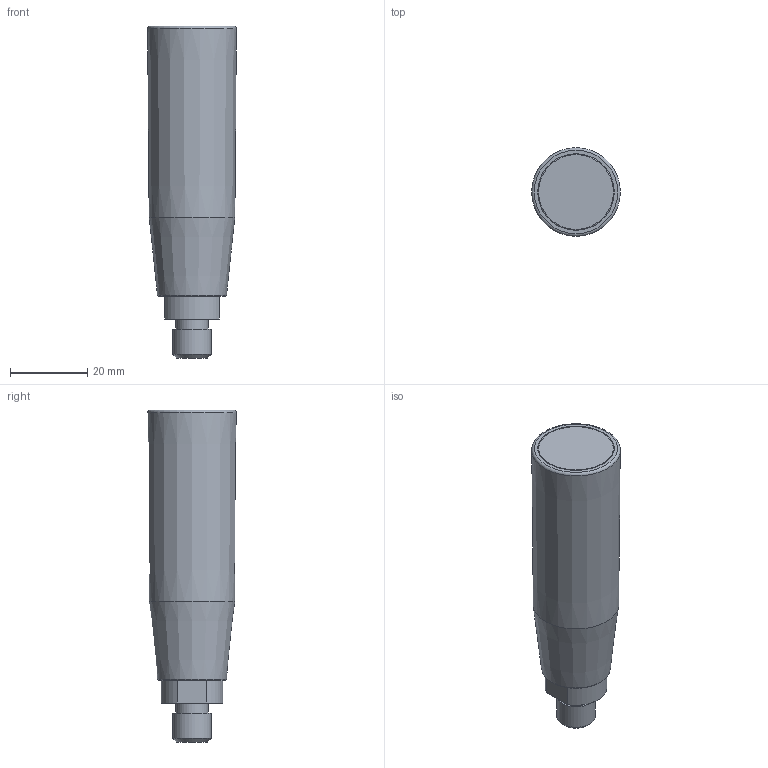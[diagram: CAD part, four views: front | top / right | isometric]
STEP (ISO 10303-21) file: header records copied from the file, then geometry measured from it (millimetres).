
FILE_DESCRIPTION( ( 'Unknown' ), '1' );
FILE_NAME( '6363321_MECG_23x70.stp', 'Unknown', ( 'Unknown' ), ( 'Unknown' ), 'PSStep 15.0.49', 'Unknown', ' ' );
FILE_SCHEMA( ( 'AUTOMOTIVE_DESIGN { 1 0 10303 214 1 1 1 1 }' ) );
Length unit declared in the file: millimetre
Products named in the file (1): 1563
Bounding box: 22.99 x 22.99 x 86 mm (x, y, z)
Volume: 27467.9 mm3; surface area: 6889.7 mm2
Topology: 1 solids, 5 shells, 40 faces, 81 edges, 51 vertices
Faces by surface type: plane 16, cone 9, cylinder 8, torus 7
Full cylindrical faces by diameter (mm): 8.3 x1, 10 x1, 15.8 x1, 19.8 x3
Entity records: 1222 total; most frequent: CARTESIAN_POINT 161, DIRECTION 160, ORIENTED_EDGE 106, AXIS2_PLACEMENT_3D 74, EDGE_LOOP 64, FACE_OUTER_BOUND 53, EDGE_CURVE 53, VERTEX_POINT 43
